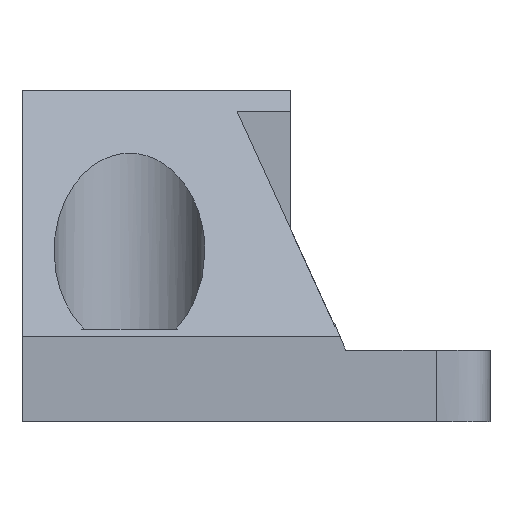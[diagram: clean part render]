
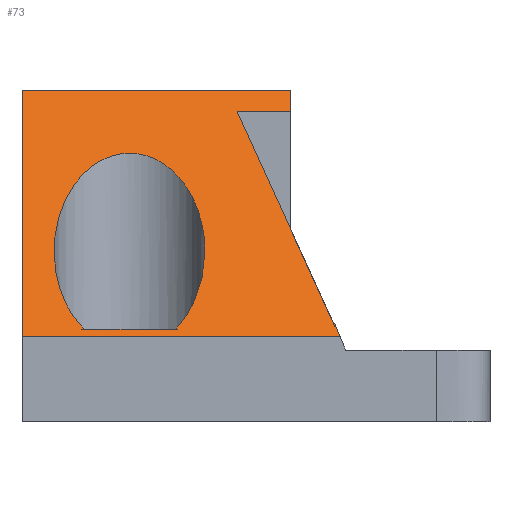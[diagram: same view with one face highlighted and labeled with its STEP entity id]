
A CAD part, left-side view. The second image highlights one B-rep face of the part: STEP entity #73.
In plain terms, the highlighted planar face has unit normal (-0.792, 0, 0.61).
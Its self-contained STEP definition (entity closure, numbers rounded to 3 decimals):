
#21=FACE_BOUND('',#183,.T.);
#73=ADVANCED_FACE('',(#124,#21),#875,.T.);
#124=FACE_OUTER_BOUND('',#182,.T.);
#182=EDGE_LOOP('',(#420,#421,#422,#423,#424,#425,#426,#427));
#183=EDGE_LOOP('',(#428,#429,#430));
#420=ORIENTED_EDGE('',*,*,#531,.T.);
#421=ORIENTED_EDGE('',*,*,#585,.F.);
#422=ORIENTED_EDGE('',*,*,#586,.T.);
#423=ORIENTED_EDGE('',*,*,#606,.T.);
#424=ORIENTED_EDGE('',*,*,#554,.T.);
#425=ORIENTED_EDGE('',*,*,#553,.T.);
#426=ORIENTED_EDGE('',*,*,#529,.T.);
#427=ORIENTED_EDGE('',*,*,#560,.F.);
#428=ORIENTED_EDGE('',*,*,#569,.T.);
#429=ORIENTED_EDGE('',*,*,#568,.T.);
#430=ORIENTED_EDGE('',*,*,#570,.F.);
#529=EDGE_CURVE('',#817,#820,#689,.T.);
#531=EDGE_CURVE('',#819,#816,#691,.T.);
#553=EDGE_CURVE('',#815,#817,#707,.T.);
#554=EDGE_CURVE('',#814,#815,#708,.T.);
#560=EDGE_CURVE('',#819,#820,#711,.T.);
#568=EDGE_CURVE('',#823,#824,#717,.T.);
#569=EDGE_CURVE('',#825,#823,#718,.T.);
#570=EDGE_CURVE('',#825,#824,#719,.T.);
#585=EDGE_CURVE('',#830,#816,#730,.T.);
#586=EDGE_CURVE('',#830,#831,#731,.T.);
#606=EDGE_CURVE('',#831,#814,#749,.T.);
#689=B_SPLINE_CURVE_WITH_KNOTS('',3,(#1530,#1531,#1532,#1533),
 .UNSPECIFIED.,.F.,.F.,(4,4),(0.182,1.152),
 .UNSPECIFIED.);
#691=B_SPLINE_CURVE_WITH_KNOTS('',3,(#1536,#1537,#1538,#1539),
 .UNSPECIFIED.,.F.,.F.,(4,4),(0.,15.859),.UNSPECIFIED.);
#707=B_SPLINE_CURVE_WITH_KNOTS('',1,(#1598,#1599),.UNSPECIFIED.,.F.,.F.,
(2,2),(-23.109,-5.368),.UNSPECIFIED.);
#708=B_SPLINE_CURVE_WITH_KNOTS('',1,(#1600,#1601),.UNSPECIFIED.,.F.,.F.,
(2,2),(5.021,22.362),.UNSPECIFIED.);
#711=B_SPLINE_CURVE_WITH_KNOTS('',1,(#1615,#1616),.UNSPECIFIED.,.F.,.F.,
(2,2),(5.379,5.443),.UNSPECIFIED.);
#717=B_SPLINE_CURVE_WITH_KNOTS('',3,(#1654,#1655,#1656,#1657,#1658,#1659,
#1660,#1661),.UNSPECIFIED.,.F.,.F.,(4,2,2,4),(0.,1.475,2.949,
5.861),.UNSPECIFIED.);
#718=B_SPLINE_CURVE_WITH_KNOTS('',3,(#1662,#1663,#1664,#1665,#1666,#1667,
#1668,#1669,#1670,#1671,#1672,#1673,#1674,#1675,#1676,#1677,#1678,#1679,
#1680,#1681,#1682,#1683,#1684,#1685,#1686,#1687),.UNSPECIFIED.,.F.,.F.,
(4,2,2,3,2,2,2,3,2,2,2,4),(0.,2.911,4.385,5.861,
8.048,10.23,12.474,14.786,17.098,
19.343,21.525,23.712),.UNSPECIFIED.);
#719=B_SPLINE_CURVE_WITH_KNOTS('',1,(#1688,#1689),.UNSPECIFIED.,.F.,.F.,
(2,2),(-6.752,-1.661),.UNSPECIFIED.);
#730=B_SPLINE_CURVE_WITH_KNOTS('',1,(#1736,#1737),.UNSPECIFIED.,.F.,.F.,
(2,2),(-3.,0.),.UNSPECIFIED.);
#731=B_SPLINE_CURVE_WITH_KNOTS('',1,(#1738,#1739),.UNSPECIFIED.,.F.,.F.,
(2,2),(-6.521,-5.021),.UNSPECIFIED.);
#749=B_SPLINE_CURVE_WITH_KNOTS('',1,(#1796,#1797),.UNSPECIFIED.,.F.,.F.,
(2,2),(0.,14.997),.UNSPECIFIED.);
#814=VERTEX_POINT('',#1287);
#815=VERTEX_POINT('',#1288);
#816=VERTEX_POINT('',#1289);
#817=VERTEX_POINT('',#1290);
#819=VERTEX_POINT('',#1292);
#820=VERTEX_POINT('',#1293);
#823=VERTEX_POINT('',#1296);
#824=VERTEX_POINT('',#1297);
#825=VERTEX_POINT('',#1298);
#830=VERTEX_POINT('',#1303);
#831=VERTEX_POINT('',#1304);
#875=PLANE('',#1004);
#1004=AXIS2_PLACEMENT_3D('',#1164,#1048,$);
#1048=DIRECTION('',(-0.792,0.,0.61));
#1164=CARTESIAN_POINT('',(705.708,-78.021,15.265));
#1287=CARTESIAN_POINT('',(704.65,-79.795,13.891));
#1288=CARTESIAN_POINT('',(694.07,-79.795,0.152));
#1289=CARTESIAN_POINT('',(703.735,-91.792,12.703));
#1290=CARTESIAN_POINT('',(694.07,-97.536,0.152));
#1292=CARTESIAN_POINT('',(694.632,-97.171,0.882));
#1293=CARTESIAN_POINT('',(694.632,-97.235,0.882));
#1296=CARTESIAN_POINT('',(697.735,-90.,4.911));
#1297=CARTESIAN_POINT('',(694.386,-88.339,0.562));
#1298=CARTESIAN_POINT('',(694.386,-83.248,0.562));
#1303=CARTESIAN_POINT('',(703.735,-94.792,12.703));
#1304=CARTESIAN_POINT('',(704.65,-94.792,13.891));
#1530=CARTESIAN_POINT('',(694.07,-97.536,0.152));
#1531=CARTESIAN_POINT('',(694.257,-97.436,0.395));
#1532=CARTESIAN_POINT('',(694.445,-97.335,0.639));
#1533=CARTESIAN_POINT('',(694.632,-97.235,0.882));
#1536=CARTESIAN_POINT('',(694.632,-97.171,0.882));
#1537=CARTESIAN_POINT('',(697.666,-95.378,4.822));
#1538=CARTESIAN_POINT('',(700.701,-93.585,8.763));
#1539=CARTESIAN_POINT('',(703.735,-91.792,12.703));
#1598=CARTESIAN_POINT('',(694.07,-79.795,0.152));
#1599=CARTESIAN_POINT('',(694.07,-97.536,0.152));
#1600=CARTESIAN_POINT('',(704.65,-79.795,13.891));
#1601=CARTESIAN_POINT('',(694.07,-79.795,0.152));
#1615=CARTESIAN_POINT('',(694.632,-97.171,0.882));
#1616=CARTESIAN_POINT('',(694.632,-97.235,0.882));
#1654=CARTESIAN_POINT('',(697.735,-90.,4.911));
#1655=CARTESIAN_POINT('',(697.439,-90.,4.527));
#1656=CARTESIAN_POINT('',(697.142,-89.969,4.141));
#1657=CARTESIAN_POINT('',(696.555,-89.842,3.379));
#1658=CARTESIAN_POINT('',(696.263,-89.747,3.));
#1659=CARTESIAN_POINT('',(695.416,-89.357,1.9));
#1660=CARTESIAN_POINT('',(694.845,-88.943,1.159));
#1661=CARTESIAN_POINT('',(694.386,-88.339,0.562));
#1662=CARTESIAN_POINT('',(694.386,-83.248,0.562));
#1663=CARTESIAN_POINT('',(694.845,-82.644,1.159));
#1664=CARTESIAN_POINT('',(695.416,-82.23,1.9));
#1665=CARTESIAN_POINT('',(696.263,-81.841,3.));
#1666=CARTESIAN_POINT('',(696.555,-81.745,3.379));
#1667=CARTESIAN_POINT('',(697.142,-81.619,4.141));
#1668=CARTESIAN_POINT('',(697.439,-81.588,4.527));
#1669=CARTESIAN_POINT('',(697.735,-81.588,4.911));
#1670=CARTESIAN_POINT('',(698.172,-81.588,5.48));
#1671=CARTESIAN_POINT('',(698.615,-81.656,6.054));
#1672=CARTESIAN_POINT('',(699.473,-81.937,7.168));
#1673=CARTESIAN_POINT('',(699.9,-82.154,7.724));
#1674=CARTESIAN_POINT('',(700.704,-82.771,8.767));
#1675=CARTESIAN_POINT('',(701.101,-83.195,9.283));
#1676=CARTESIAN_POINT('',(701.723,-84.309,10.09));
#1677=CARTESIAN_POINT('',(701.941,-85.009,10.373));
#1678=CARTESIAN_POINT('',(701.941,-85.794,10.373));
#1679=CARTESIAN_POINT('',(701.941,-86.579,10.373));
#1680=CARTESIAN_POINT('',(701.723,-87.279,10.09));
#1681=CARTESIAN_POINT('',(701.101,-88.392,9.283));
#1682=CARTESIAN_POINT('',(700.704,-88.817,8.767));
#1683=CARTESIAN_POINT('',(699.9,-89.434,7.724));
#1684=CARTESIAN_POINT('',(699.473,-89.651,7.168));
#1685=CARTESIAN_POINT('',(698.615,-89.932,6.054));
#1686=CARTESIAN_POINT('',(698.172,-90.,5.48));
#1687=CARTESIAN_POINT('',(697.735,-90.,4.911));
#1688=CARTESIAN_POINT('',(694.386,-83.248,0.562));
#1689=CARTESIAN_POINT('',(694.386,-88.339,0.562));
#1736=CARTESIAN_POINT('',(703.735,-94.792,12.703));
#1737=CARTESIAN_POINT('',(703.735,-91.792,12.703));
#1738=CARTESIAN_POINT('',(703.735,-94.792,12.703));
#1739=CARTESIAN_POINT('',(704.65,-94.792,13.891));
#1796=CARTESIAN_POINT('',(704.65,-94.792,13.891));
#1797=CARTESIAN_POINT('',(704.65,-79.795,13.891));
